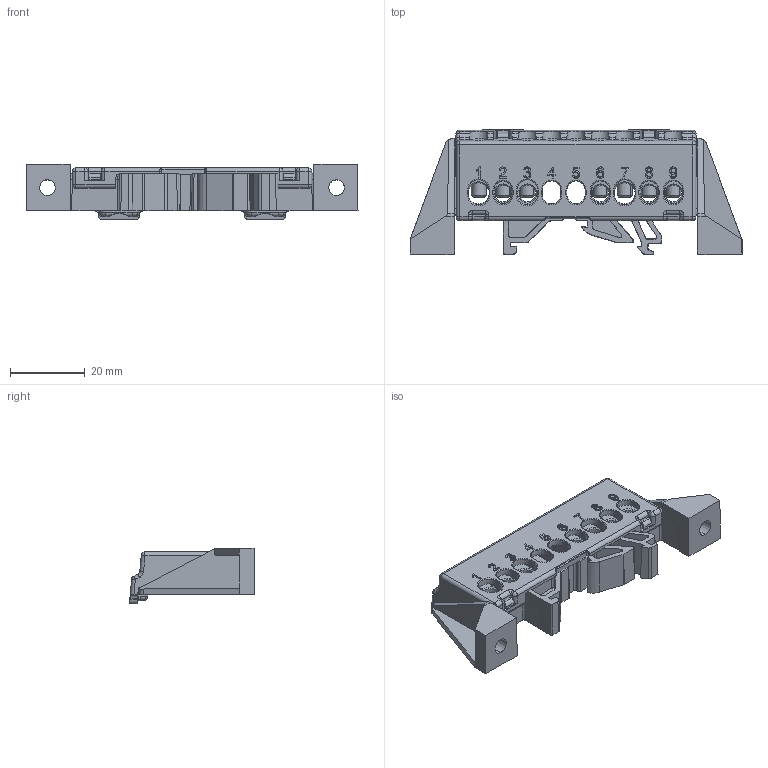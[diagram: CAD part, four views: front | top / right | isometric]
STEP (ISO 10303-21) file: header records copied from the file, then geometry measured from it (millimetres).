
FILE_DESCRIPTION (( 'STEP AP214' ), '1' );
FILE_NAME ('KSN-2-6x9 (03+04).STEP', '2023-11-03T11:46:02', ( '' ), ( '' ), 'SwSTEP 2.0', 'SolidWorks 2022', '' );
FILE_SCHEMA (( 'AUTOMOTIVE_DESIGN' ));
Length unit declared in the file: millimetre
Products named in the file (9): BHBT-3-6x9.03.00_изм.151214; KSN-2-6x9 (03+04); BHBT-3-6x9.04.01; Holder 09-уклон_уклоны; Винт М4х8; BHBT-3-6x9.03.01; BHBT-3-6x9.04.00; TKFR.758153.004 Винт M4x8; Cover 09_obr
Assembly tree (13 placements, depth 3):
  KSN-2-6x9 (03+04)
    Holder 09-уклон_уклоны
    Cover 09_obr
    BHBT-3-6x9.03.00_изм.151214
      BHBT-3-6x9.03.01
      TKFR.758153.004 Винт M4x8  x3
    BHBT-3-6x9.04.00
      BHBT-3-6x9.04.01
      Винт М4х8  x4
Bounding box: 88.63 x 33.38 x 14.7 mm (x, y, z)
Volume: 12550 mm3; surface area: 16394.7 mm2
Topology: 11 solids, 11 shells, 1171 faces, 3194 edges, 2043 vertices
Faces by surface type: plane 586, cylinder 297, cone 100, bspline 99, torus 77, sphere 12
Entity records: 37993 total; most frequent: CARTESIAN_POINT 12841, ORIENTED_EDGE 5632, DIRECTION 4527, EDGE_CURVE 2816, VERTEX_POINT 1801, VECTOR 1743, LINE 1743, AXIS2_PLACEMENT_3D 1392
